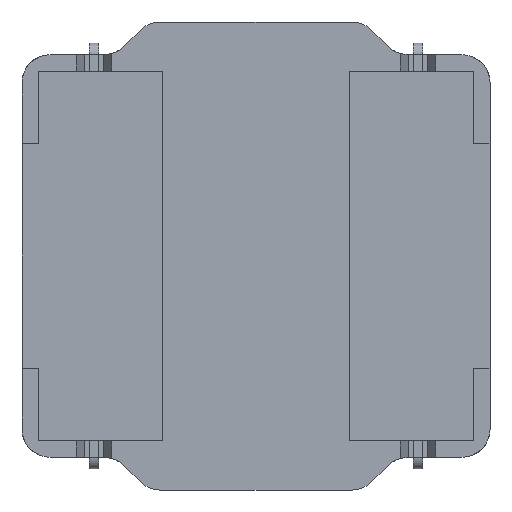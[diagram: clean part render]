
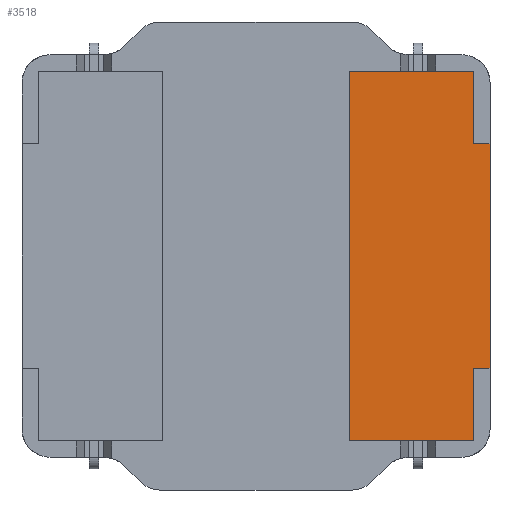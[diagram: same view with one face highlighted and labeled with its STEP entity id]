
A CAD part, front view. The second image highlights one B-rep face of the part: STEP entity #3518.
In plain terms, the highlighted planar face has unit normal (0, -1, 0).
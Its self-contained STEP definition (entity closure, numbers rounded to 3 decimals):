
#75 = DIRECTION ( 'NONE',  ( 1., 0., 0. ) ) ;
#77 = ORIENTED_EDGE ( 'NONE', *, *, #1109, .F. ) ;
#78 = PLANE ( 'NONE',  #1617 ) ;
#118 = CARTESIAN_POINT ( 'NONE',  ( 0., 0., -1.975 ) ) ;
#217 = VERTEX_POINT ( 'NONE', #4794 ) ;
#233 = CARTESIAN_POINT ( 'NONE',  ( 2.5, 0., 0. ) ) ;
#253 = CARTESIAN_POINT ( 'NONE',  ( 2.5, 0., -1.2 ) ) ;
#256 = EDGE_CURVE ( 'NONE', #5421, #2917, #3300, .T. ) ;
#391 = DIRECTION ( 'NONE',  ( 0., 0., 1. ) ) ;
#444 = EDGE_CURVE ( 'NONE', #1204, #5421, #2933, .T. ) ;
#548 = DIRECTION ( 'NONE',  ( 0., 0., 1. ) ) ;
#805 = VECTOR ( 'NONE', #2944, 1000. ) ;
#874 = LINE ( 'NONE', #3215, #4849 ) ;
#988 = DIRECTION ( 'NONE',  ( 0., -1., 0. ) ) ;
#1109 = EDGE_CURVE ( 'NONE', #3740, #1188, #5177, .T. ) ;
#1188 = VERTEX_POINT ( 'NONE', #4573 ) ;
#1204 = VERTEX_POINT ( 'NONE', #3278 ) ;
#1312 = ORIENTED_EDGE ( 'NONE', *, *, #4495, .T. ) ;
#1580 = LINE ( 'NONE', #3426, #805 ) ;
#1617 = AXIS2_PLACEMENT_3D ( 'NONE', #4986, #988, #4116 ) ;
#1940 = FACE_OUTER_BOUND ( 'NONE', #3879, .T. ) ;
#2221 = CARTESIAN_POINT ( 'NONE',  ( 2.5, 0., 1.2 ) ) ;
#2267 = DIRECTION ( 'NONE',  ( 1., 0., 0. ) ) ;
#2587 = CARTESIAN_POINT ( 'NONE',  ( 2.325, 0., -1.2 ) ) ;
#2689 = LINE ( 'NONE', #233, #3668 ) ;
#2750 = ORIENTED_EDGE ( 'NONE', *, *, #5010, .F. ) ;
#2832 = CARTESIAN_POINT ( 'NONE',  ( 2.325, 0., 1.2 ) ) ;
#2888 = VECTOR ( 'NONE', #75, 1000. ) ;
#2889 = ORIENTED_EDGE ( 'NONE', *, *, #3916, .T. ) ;
#2917 = VERTEX_POINT ( 'NONE', #253 ) ;
#2933 = LINE ( 'NONE', #5008, #5455 ) ;
#2944 = DIRECTION ( 'NONE',  ( 0., 0., 1. ) ) ;
#2958 = ORIENTED_EDGE ( 'NONE', *, *, #3584, .F. ) ;
#3011 = VECTOR ( 'NONE', #548, 1000. ) ;
#3023 = DIRECTION ( 'NONE',  ( 0., 0., 1. ) ) ;
#3215 = CARTESIAN_POINT ( 'NONE',  ( 0., 0., 1.975 ) ) ;
#3278 = CARTESIAN_POINT ( 'NONE',  ( 2.325, 0., -1.975 ) ) ;
#3300 = LINE ( 'NONE', #3960, #3500 ) ;
#3396 = ORIENTED_EDGE ( 'NONE', *, *, #444, .T. ) ;
#3401 = VERTEX_POINT ( 'NONE', #2221 ) ;
#3426 = CARTESIAN_POINT ( 'NONE',  ( 2.325, 0., 0. ) ) ;
#3500 = VECTOR ( 'NONE', #3946, 1000. ) ;
#3518 = ADVANCED_FACE ( 'NONE', ( #1940 ), #78, .T. ) ;
#3584 = EDGE_CURVE ( 'NONE', #1188, #217, #874, .T. ) ;
#3668 = VECTOR ( 'NONE', #3023, 1000. ) ;
#3740 = VERTEX_POINT ( 'NONE', #4836 ) ;
#3879 = EDGE_LOOP ( 'NONE', ( #2750, #2889, #2958, #77, #1312, #3396, #5605, #4006 ) ) ;
#3916 = EDGE_CURVE ( 'NONE', #5068, #217, #1580, .T. ) ;
#3946 = DIRECTION ( 'NONE',  ( 1., 0., 0. ) ) ;
#3960 = CARTESIAN_POINT ( 'NONE',  ( 0., 0., -1.2 ) ) ;
#4006 = ORIENTED_EDGE ( 'NONE', *, *, #5720, .T. ) ;
#4043 = CARTESIAN_POINT ( 'NONE',  ( 0., 0., 1.2 ) ) ;
#4116 = DIRECTION ( 'NONE',  ( 0., 0., -1. ) ) ;
#4445 = DIRECTION ( 'NONE',  ( 1., 0., 0. ) ) ;
#4495 = EDGE_CURVE ( 'NONE', #3740, #1204, #5413, .T. ) ;
#4573 = CARTESIAN_POINT ( 'NONE',  ( 1., 0., 1.975 ) ) ;
#4696 = LINE ( 'NONE', #4043, #5623 ) ;
#4794 = CARTESIAN_POINT ( 'NONE',  ( 2.325, 0., 1.975 ) ) ;
#4836 = CARTESIAN_POINT ( 'NONE',  ( 1., 0., -1.975 ) ) ;
#4849 = VECTOR ( 'NONE', #4445, 1000. ) ;
#4962 = CARTESIAN_POINT ( 'NONE',  ( 1., 0., 0. ) ) ;
#4986 = CARTESIAN_POINT ( 'NONE',  ( 0., 0., 0. ) ) ;
#5008 = CARTESIAN_POINT ( 'NONE',  ( 2.325, 0., 0. ) ) ;
#5010 = EDGE_CURVE ( 'NONE', #5068, #3401, #4696, .T. ) ;
#5068 = VERTEX_POINT ( 'NONE', #2832 ) ;
#5177 = LINE ( 'NONE', #4962, #3011 ) ;
#5413 = LINE ( 'NONE', #118, #2888 ) ;
#5421 = VERTEX_POINT ( 'NONE', #2587 ) ;
#5455 = VECTOR ( 'NONE', #391, 1000. ) ;
#5605 = ORIENTED_EDGE ( 'NONE', *, *, #256, .T. ) ;
#5623 = VECTOR ( 'NONE', #2267, 1000. ) ;
#5720 = EDGE_CURVE ( 'NONE', #2917, #3401, #2689, .T. ) ;
